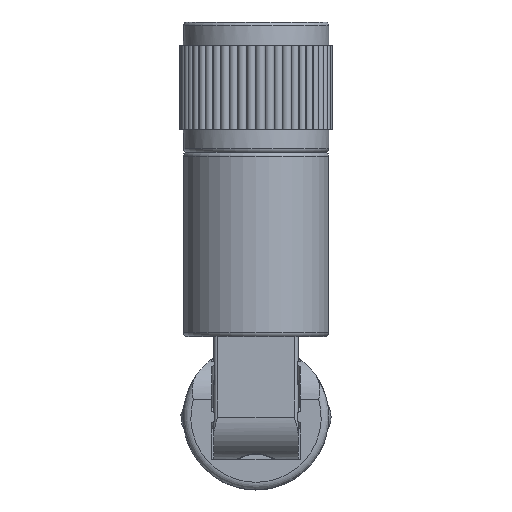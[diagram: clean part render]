
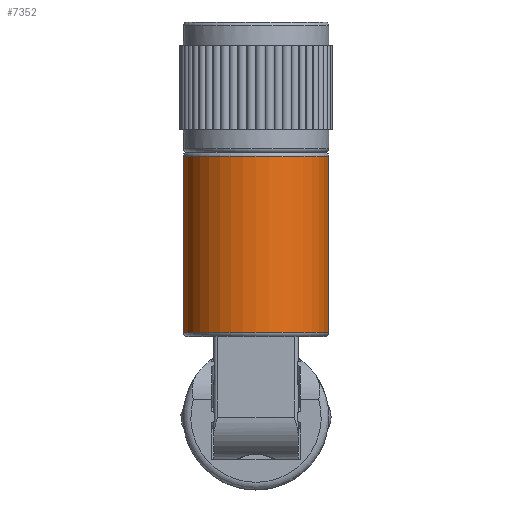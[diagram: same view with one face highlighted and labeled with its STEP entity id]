
A CAD part, front view. The second image highlights one B-rep face of the part: STEP entity #7352.
In plain terms, the highlighted cylindrical face has radius 4.75 mm (diameter 9.5 mm), a full revolution.
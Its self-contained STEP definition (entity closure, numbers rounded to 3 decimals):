
#275 = FACE_OUTER_BOUND ( 'NONE', #4932, .T. ) ;
#493 = FACE_OUTER_BOUND ( 'NONE', #5955, .T. ) ;
#600 = CARTESIAN_POINT ( 'NONE',  ( 0., 11.75, -4.75 ) ) ;
#885 = ORIENTED_EDGE ( 'NONE', *, *, #6613, .T. ) ;
#1205 = CARTESIAN_POINT ( 'NONE',  ( 0., 0., 0. ) ) ;
#1283 = CARTESIAN_POINT ( 'NONE',  ( 0., 0.25, 0. ) ) ;
#1965 = DIRECTION ( 'NONE',  ( 0., -1., 0. ) ) ;
#1989 = CYLINDRICAL_SURFACE ( 'NONE', #5919, 4.75 ) ;
#2041 = EDGE_CURVE ( 'NONE', #3831, #3831, #2112, .T. ) ;
#2112 = CIRCLE ( 'NONE', #3257, 4.75 ) ;
#2456 = VERTEX_POINT ( 'NONE', #600 ) ;
#3257 = AXIS2_PLACEMENT_3D ( 'NONE', #1283, #6396, #7834 ) ;
#3279 = CARTESIAN_POINT ( 'NONE',  ( 0., 11.75, 0. ) ) ;
#3691 = ORIENTED_EDGE ( 'NONE', *, *, #2041, .F. ) ;
#3831 = VERTEX_POINT ( 'NONE', #8524 ) ;
#4007 = DIRECTION ( 'NONE',  ( 0., 0., -1. ) ) ;
#4125 = DIRECTION ( 'NONE',  ( 0., 0., -1. ) ) ;
#4932 = EDGE_LOOP ( 'NONE', ( #3691 ) ) ;
#5919 = AXIS2_PLACEMENT_3D ( 'NONE', #1205, #1965, #4125 ) ;
#5955 = EDGE_LOOP ( 'NONE', ( #885 ) ) ;
#6396 = DIRECTION ( 'NONE',  ( 0., -1., 0. ) ) ;
#6613 = EDGE_CURVE ( 'NONE', #2456, #2456, #8523, .T. ) ;
#7352 = ADVANCED_FACE ( 'NONE', ( #493, #275 ), #1989, .T. ) ;
#7834 = DIRECTION ( 'NONE',  ( 0., 0., -1. ) ) ;
#8360 = DIRECTION ( 'NONE',  ( 0., -1., 0. ) ) ;
#8523 = CIRCLE ( 'NONE', #9418, 4.75 ) ;
#8524 = CARTESIAN_POINT ( 'NONE',  ( 0., 0.25, -4.75 ) ) ;
#9418 = AXIS2_PLACEMENT_3D ( 'NONE', #3279, #8360, #4007 ) ;
